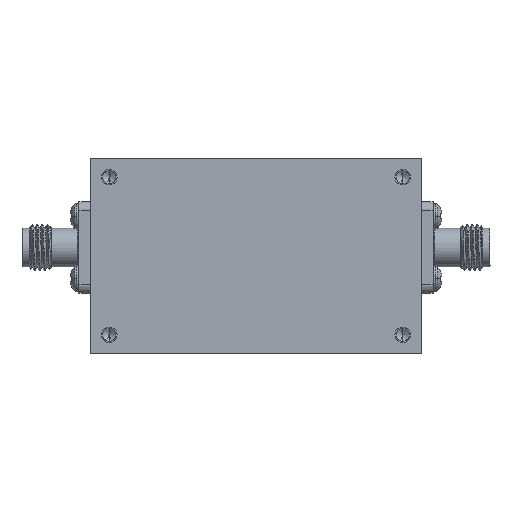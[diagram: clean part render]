
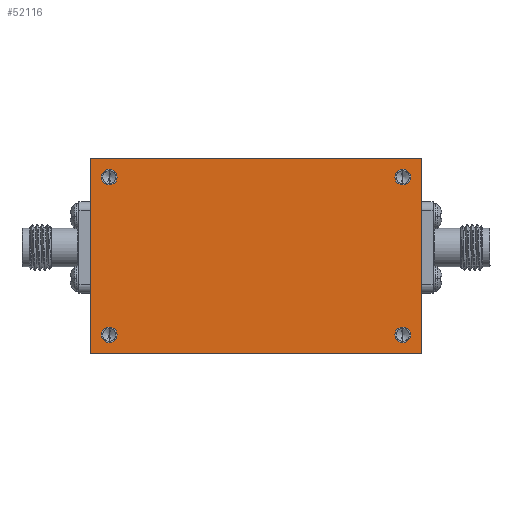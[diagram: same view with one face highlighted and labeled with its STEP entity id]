
A CAD part, front view. The second image highlights one B-rep face of the part: STEP entity #52116.
In plain terms, the highlighted planar face has unit normal (0, -1, 0).
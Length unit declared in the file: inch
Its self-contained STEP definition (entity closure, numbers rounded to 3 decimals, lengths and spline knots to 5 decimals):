
#202 = AXIS2_PLACEMENT_3D ( 'NONE', #51664, #28082, #75571 ) ;
#548 = VERTEX_POINT ( 'NONE', #13934 ) ;
#1543 = DIRECTION ( 'NONE',  ( 0., -1., 0. ) ) ;
#2030 = ORIENTED_EDGE ( 'NONE', *, *, #52226, .F. ) ;
#2290 = VERTEX_POINT ( 'NONE', #18477 ) ;
#2393 = DIRECTION ( 'NONE',  ( 0., 0., -1. ) ) ;
#3522 = DIRECTION ( 'NONE',  ( 0., 0., -1. ) ) ;
#3656 = ORIENTED_EDGE ( 'NONE', *, *, #15240, .F. ) ;
#4597 = DIRECTION ( 'NONE',  ( 0., 0., -1. ) ) ;
#5126 = CIRCLE ( 'NONE', #8858, 0.043 ) ;
#5609 = VERTEX_POINT ( 'NONE', #70102 ) ;
#5750 = EDGE_CURVE ( 'NONE', #59567, #63142, #13269, .T. ) ;
#6643 = EDGE_LOOP ( 'NONE', ( #74392, #28356 ) ) ;
#7659 = VECTOR ( 'NONE', #77410, 39.37008 ) ;
#8464 = ORIENTED_EDGE ( 'NONE', *, *, #17526, .F. ) ;
#8786 = DIRECTION ( 'NONE',  ( 0., 0., -1. ) ) ;
#8858 = AXIS2_PLACEMENT_3D ( 'NONE', #26248, #38275, #2393 ) ;
#9031 = CARTESIAN_POINT ( 'NONE',  ( 0.8, -0.265, 0.43 ) ) ;
#10750 = LINE ( 'NONE', #74606, #13575 ) ;
#10901 = AXIS2_PLACEMENT_3D ( 'NONE', #73396, #1543, #43482 ) ;
#11760 = CARTESIAN_POINT ( 'NONE',  ( -0.8, -0.265, 0.43 ) ) ;
#12577 = CARTESIAN_POINT ( 'NONE',  ( -0.9, -0.265, 0.53 ) ) ;
#13269 = LINE ( 'NONE', #12577, #7659 ) ;
#13575 = VECTOR ( 'NONE', #3522, 39.37008 ) ;
#13763 = ORIENTED_EDGE ( 'NONE', *, *, #45101, .F. ) ;
#13934 = CARTESIAN_POINT ( 'NONE',  ( -0.8, -0.265, -0.387 ) ) ;
#15240 = EDGE_CURVE ( 'NONE', #2290, #26926, #53824, .T. ) ;
#16132 = CARTESIAN_POINT ( 'NONE',  ( 0.8, -0.265, -0.43 ) ) ;
#16732 = FACE_BOUND ( 'NONE', #71986, .T. ) ;
#17036 = EDGE_CURVE ( 'NONE', #36700, #5609, #31848, .T. ) ;
#17526 = EDGE_CURVE ( 'NONE', #25656, #18167, #5126, .T. ) ;
#17653 = CARTESIAN_POINT ( 'NONE',  ( 0.9, -0.265, 0.53 ) ) ;
#17976 = EDGE_CURVE ( 'NONE', #61411, #59567, #52856, .T. ) ;
#18125 = CARTESIAN_POINT ( 'NONE',  ( -0.9, -0.265, 0.53 ) ) ;
#18167 = VERTEX_POINT ( 'NONE', #20148 ) ;
#18477 = CARTESIAN_POINT ( 'NONE',  ( 0.8, -0.265, 0.473 ) ) ;
#20071 = DIRECTION ( 'NONE',  ( 0., -1., 0. ) ) ;
#20148 = CARTESIAN_POINT ( 'NONE',  ( 0.8, -0.265, -0.473 ) ) ;
#21607 = EDGE_LOOP ( 'NONE', ( #63528, #26380, #39552, #64652 ) ) ;
#21990 = AXIS2_PLACEMENT_3D ( 'NONE', #34864, #53756, #52989 ) ;
#23006 = CARTESIAN_POINT ( 'NONE',  ( -0.9, -0.265, 0.53 ) ) ;
#23629 = DIRECTION ( 'NONE',  ( 0., -1., 0. ) ) ;
#23657 = EDGE_LOOP ( 'NONE', ( #51802, #8464 ) ) ;
#23807 = CIRCLE ( 'NONE', #202, 0.043 ) ;
#24231 = VERTEX_POINT ( 'NONE', #74494 ) ;
#25656 = VERTEX_POINT ( 'NONE', #34227 ) ;
#26248 = CARTESIAN_POINT ( 'NONE',  ( 0.8, -0.265, -0.43 ) ) ;
#26380 = ORIENTED_EDGE ( 'NONE', *, *, #5750, .F. ) ;
#26525 = ORIENTED_EDGE ( 'NONE', *, *, #77543, .F. ) ;
#26845 = AXIS2_PLACEMENT_3D ( 'NONE', #16132, #70663, #4597 ) ;
#26926 = VERTEX_POINT ( 'NONE', #60783 ) ;
#28082 = DIRECTION ( 'NONE',  ( 0., -1., 0. ) ) ;
#28356 = ORIENTED_EDGE ( 'NONE', *, *, #30586, .F. ) ;
#28648 = DIRECTION ( 'NONE',  ( 0., 0., -1. ) ) ;
#30003 = EDGE_CURVE ( 'NONE', #63142, #72230, #10750, .T. ) ;
#30586 = EDGE_CURVE ( 'NONE', #5609, #36700, #43588, .T. ) ;
#31848 = CIRCLE ( 'NONE', #56529, 0.043 ) ;
#32588 = DIRECTION ( 'NONE',  ( 0., -1., 0. ) ) ;
#32633 = FACE_BOUND ( 'NONE', #52871, .T. ) ;
#33671 = CARTESIAN_POINT ( 'NONE',  ( -0.8, -0.265, 0.387 ) ) ;
#33993 = AXIS2_PLACEMENT_3D ( 'NONE', #63373, #23629, #28648 ) ;
#34227 = CARTESIAN_POINT ( 'NONE',  ( 0.8, -0.265, -0.387 ) ) ;
#34864 = CARTESIAN_POINT ( 'NONE',  ( 0.8, -0.265, 0.43 ) ) ;
#36155 = VECTOR ( 'NONE', #76912, 39.37008 ) ;
#36428 = FACE_OUTER_BOUND ( 'NONE', #21607, .T. ) ;
#36700 = VERTEX_POINT ( 'NONE', #33671 ) ;
#36913 = VECTOR ( 'NONE', #48496, 39.37008 ) ;
#38275 = DIRECTION ( 'NONE',  ( 0., -1., 0. ) ) ;
#39552 = ORIENTED_EDGE ( 'NONE', *, *, #17976, .F. ) ;
#41122 = DIRECTION ( 'NONE',  ( 0., 0., -1. ) ) ;
#42989 = FACE_BOUND ( 'NONE', #6643, .T. ) ;
#43115 = CARTESIAN_POINT ( 'NONE',  ( -0.8, -0.265, 0.43 ) ) ;
#43482 = DIRECTION ( 'NONE',  ( 0., 0., -1. ) ) ;
#43588 = CIRCLE ( 'NONE', #43790, 0.043 ) ;
#43790 = AXIS2_PLACEMENT_3D ( 'NONE', #11760, #71308, #41122 ) ;
#44857 = FACE_BOUND ( 'NONE', #23657, .T. ) ;
#45101 = EDGE_CURVE ( 'NONE', #548, #24231, #60781, .T. ) ;
#48496 = DIRECTION ( 'NONE',  ( 0., 0., 1. ) ) ;
#51296 = PLANE ( 'NONE',  #33993 ) ;
#51664 = CARTESIAN_POINT ( 'NONE',  ( -0.8, -0.265, -0.43 ) ) ;
#51802 = ORIENTED_EDGE ( 'NONE', *, *, #62937, .F. ) ;
#52116 = ADVANCED_FACE ( 'NONE', ( #42989, #16732, #44857, #32633, #36428 ), #51296, .T. ) ;
#52226 = EDGE_CURVE ( 'NONE', #26926, #2290, #58939, .T. ) ;
#52856 = LINE ( 'NONE', #18125, #36913 ) ;
#52871 = EDGE_LOOP ( 'NONE', ( #26525, #13763 ) ) ;
#52989 = DIRECTION ( 'NONE',  ( 0., 0., -1. ) ) ;
#53756 = DIRECTION ( 'NONE',  ( 0., -1., 0. ) ) ;
#53824 = CIRCLE ( 'NONE', #65966, 0.043 ) ;
#56529 = AXIS2_PLACEMENT_3D ( 'NONE', #43115, #20071, #67254 ) ;
#58279 = CARTESIAN_POINT ( 'NONE',  ( -0.9, -0.265, -0.53 ) ) ;
#58939 = CIRCLE ( 'NONE', #21990, 0.043 ) ;
#59420 = CARTESIAN_POINT ( 'NONE',  ( 0.9, -0.265, -0.53 ) ) ;
#59567 = VERTEX_POINT ( 'NONE', #23006 ) ;
#60781 = CIRCLE ( 'NONE', #10901, 0.043 ) ;
#60783 = CARTESIAN_POINT ( 'NONE',  ( 0.8, -0.265, 0.387 ) ) ;
#61411 = VERTEX_POINT ( 'NONE', #76670 ) ;
#62937 = EDGE_CURVE ( 'NONE', #18167, #25656, #67415, .T. ) ;
#63142 = VERTEX_POINT ( 'NONE', #17653 ) ;
#63373 = CARTESIAN_POINT ( 'NONE',  ( 0., -0.265, 0. ) ) ;
#63528 = ORIENTED_EDGE ( 'NONE', *, *, #30003, .F. ) ;
#64652 = ORIENTED_EDGE ( 'NONE', *, *, #69840, .F. ) ;
#65966 = AXIS2_PLACEMENT_3D ( 'NONE', #9031, #32588, #8786 ) ;
#67254 = DIRECTION ( 'NONE',  ( 0., 0., -1. ) ) ;
#67415 = CIRCLE ( 'NONE', #26845, 0.043 ) ;
#69840 = EDGE_CURVE ( 'NONE', #72230, #61411, #74671, .T. ) ;
#70102 = CARTESIAN_POINT ( 'NONE',  ( -0.8, -0.265, 0.473 ) ) ;
#70663 = DIRECTION ( 'NONE',  ( 0., -1., 0. ) ) ;
#71308 = DIRECTION ( 'NONE',  ( 0., -1., 0. ) ) ;
#71986 = EDGE_LOOP ( 'NONE', ( #2030, #3656 ) ) ;
#72230 = VERTEX_POINT ( 'NONE', #59420 ) ;
#73396 = CARTESIAN_POINT ( 'NONE',  ( -0.8, -0.265, -0.43 ) ) ;
#74392 = ORIENTED_EDGE ( 'NONE', *, *, #17036, .F. ) ;
#74494 = CARTESIAN_POINT ( 'NONE',  ( -0.8, -0.265, -0.473 ) ) ;
#74606 = CARTESIAN_POINT ( 'NONE',  ( 0.9, -0.265, 0.53 ) ) ;
#74671 = LINE ( 'NONE', #58279, #36155 ) ;
#75571 = DIRECTION ( 'NONE',  ( 0., 0., -1. ) ) ;
#76670 = CARTESIAN_POINT ( 'NONE',  ( -0.9, -0.265, -0.53 ) ) ;
#76912 = DIRECTION ( 'NONE',  ( -1., 0., 0. ) ) ;
#77410 = DIRECTION ( 'NONE',  ( 1., 0., 0. ) ) ;
#77543 = EDGE_CURVE ( 'NONE', #24231, #548, #23807, .T. ) ;
